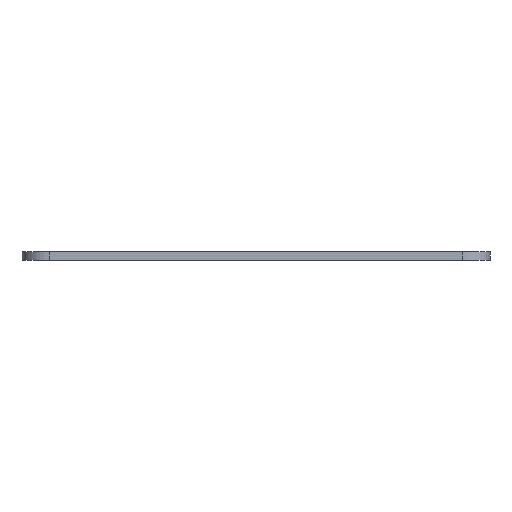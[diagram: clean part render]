
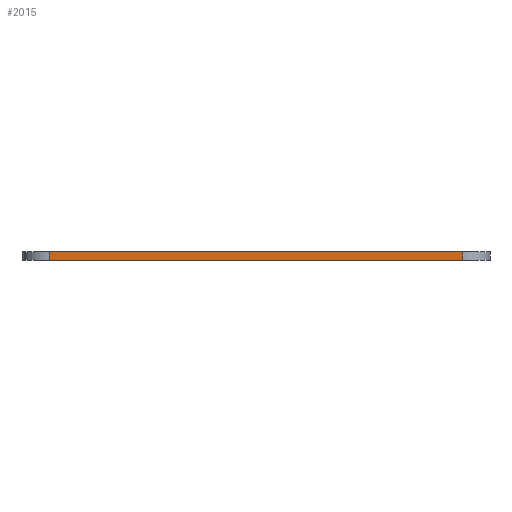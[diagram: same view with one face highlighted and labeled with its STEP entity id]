
A CAD part, front view. The second image highlights one B-rep face of the part: STEP entity #2015.
In plain terms, the highlighted planar face has unit normal (0, -1, 0).
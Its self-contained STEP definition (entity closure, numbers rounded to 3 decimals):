
#55=PLANE('',#2195);
#115=FACE_OUTER_BOUND('',#233,.T.);
#233=EDGE_LOOP('',(#1513,#1514,#1515,#1516));
#362=LINE('',#3036,#559);
#407=LINE('',#3220,#604);
#409=LINE('',#3224,#606);
#410=LINE('',#3225,#607);
#559=VECTOR('',#2416,10.);
#604=VECTOR('',#2565,10.);
#606=VECTOR('',#2569,10.);
#607=VECTOR('',#2570,10.);
#864=VERTEX_POINT('',#3033);
#865=VERTEX_POINT('',#3035);
#952=VERTEX_POINT('',#3218);
#953=VERTEX_POINT('',#3223);
#1080=EDGE_CURVE('',#865,#864,#362,.T.);
#1172=EDGE_CURVE('',#952,#864,#407,.T.);
#1174=EDGE_CURVE('',#953,#952,#409,.T.);
#1175=EDGE_CURVE('',#865,#953,#410,.T.);
#1513=ORIENTED_EDGE('',*,*,#1172,.F.);
#1514=ORIENTED_EDGE('',*,*,#1174,.F.);
#1515=ORIENTED_EDGE('',*,*,#1175,.F.);
#1516=ORIENTED_EDGE('',*,*,#1080,.T.);
#2015=ADVANCED_FACE('',(#115),#55,.T.);
#2195=AXIS2_PLACEMENT_3D('',#3222,#2567,#2568);
#2416=DIRECTION('',(1.,0.,0.));
#2565=DIRECTION('',(0.,0.,-1.));
#2567=DIRECTION('center_axis',(0.,-1.,0.));
#2568=DIRECTION('ref_axis',(1.,0.,0.));
#2569=DIRECTION('',(1.,0.,0.));
#2570=DIRECTION('',(0.,0.,1.));
#3033=CARTESIAN_POINT('',(70.059,-10.096,0.));
#3035=CARTESIAN_POINT('',(-5.941,-10.096,0.));
#3036=CARTESIAN_POINT('',(-10.941,-10.096,0.));
#3218=CARTESIAN_POINT('',(70.059,-10.096,1.5));
#3220=CARTESIAN_POINT('',(70.059,-10.096,0.));
#3222=CARTESIAN_POINT('Origin',(-10.941,-10.096,0.));
#3223=CARTESIAN_POINT('',(-5.941,-10.096,1.5));
#3224=CARTESIAN_POINT('',(-10.941,-10.096,1.5));
#3225=CARTESIAN_POINT('',(-5.941,-10.096,0.));
